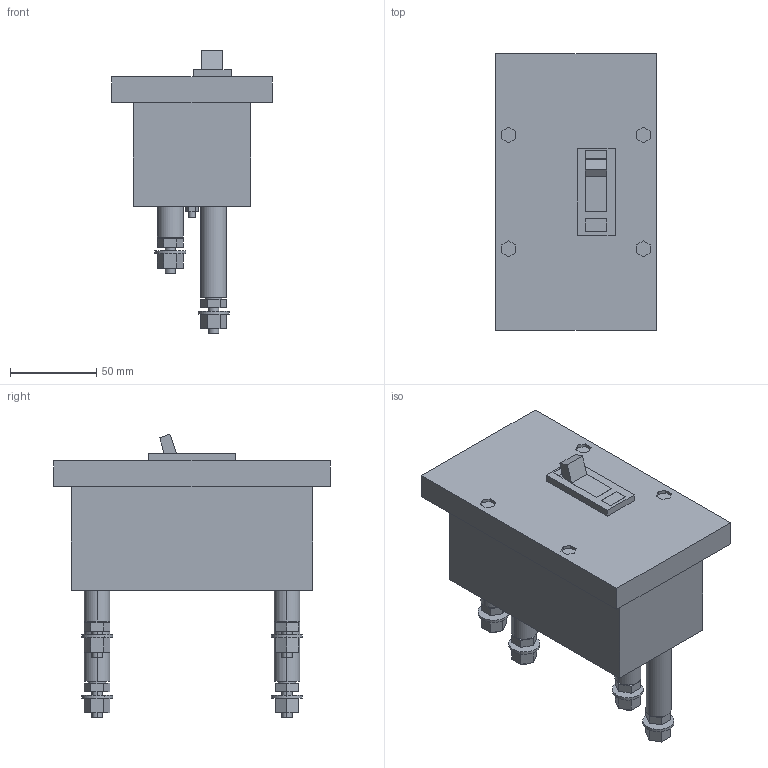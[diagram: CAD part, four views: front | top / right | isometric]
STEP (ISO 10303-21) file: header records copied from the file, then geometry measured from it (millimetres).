
FILE_DESCRIPTION(('CoCreate Modeling STEP Export'),'2;1');
FILE_NAME('Ｅ１００ＳＦ２Ｐ(１０－５０Ａ）.stp','2016-03-25T15:02:33',(''),(''),'CoCreate Modeling STEP processor for AP214 (Solid Model)','CoCreate Modeling 17.0 01-Apr-2010 (C) Parametric Technology GmbH','');
FILE_SCHEMA(('AUTOMOTIVE_DESIGN { 1 0 10303 214 1 1 1 1 }'));
Length unit declared in the file: millimetre
Products named in the file (11): P8.3; P4.2; P6; P1; P7.1; P6.2; P5; P4; P2; P3.1; 
Assembly tree (25 placements, depth 2):
  
    P5  x4
    P3.1  x2
    P2  x2
    P7.1  x4
    P6.2  x2
    P4  x2
    P4.2  x2
    P6  x2
    P8.3  x4
    P1
Bounding box: 93 x 160 x 164.14 mm (x, y, z)
Volume: 833027.7 mm3; surface area: 90096.8 mm2
Topology: 25 solids, 25 shells, 306 faces, 686 edges, 456 vertices
Faces by surface type: plane 214, cylinder 92
Entity records: 4668 total; most frequent: ORIENTED_EDGE 736, CARTESIAN_POINT 726, DIRECTION 688, EDGE_CURVE 368, VECTOR 276, LINE 276, VERTEX_POINT 244, AXIS2_PLACEMENT_3D 206
